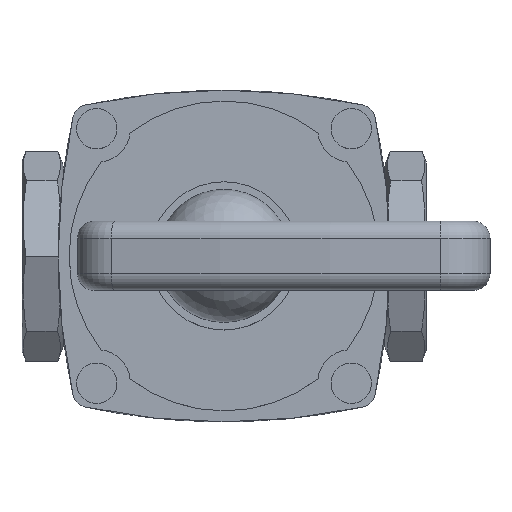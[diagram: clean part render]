
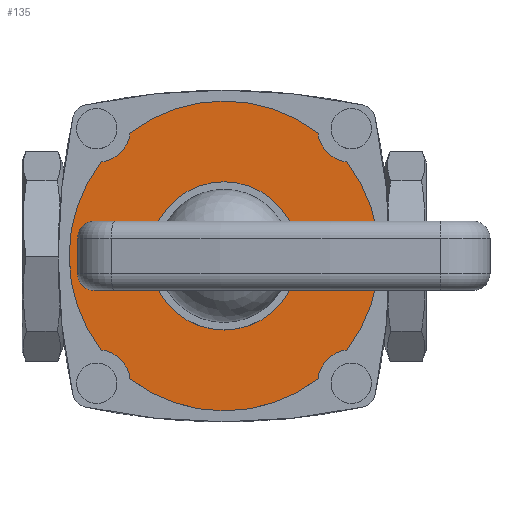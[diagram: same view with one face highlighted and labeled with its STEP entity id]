
A CAD part, top view. The second image highlights one B-rep face of the part: STEP entity #135.
In plain terms, the highlighted planar face has unit normal (0, 0, 1).
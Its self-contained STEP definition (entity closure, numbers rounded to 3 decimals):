
#135 = ADVANCED_FACE( '', ( #332, #333 ), #334, .T. );
#332 = FACE_OUTER_BOUND( '', #602, .T. );
#333 = FACE_BOUND( '', #603, .T. );
#334 = PLANE( '', #604 );
#602 = EDGE_LOOP( '', ( #1240, #1241, #1242, #1243, #1244, #1245, #1246, #1247 ) );
#603 = EDGE_LOOP( '', ( #1248 ) );
#604 = AXIS2_PLACEMENT_3D( '', #1249, #1250, #1251 );
#1240 = ORIENTED_EDGE( '', *, *, #1931, .F. );
#1241 = ORIENTED_EDGE( '', *, *, #1930, .F. );
#1242 = ORIENTED_EDGE( '', *, *, #1928, .F. );
#1243 = ORIENTED_EDGE( '', *, *, #1902, .F. );
#1244 = ORIENTED_EDGE( '', *, *, #1932, .F. );
#1245 = ORIENTED_EDGE( '', *, *, #1933, .F. );
#1246 = ORIENTED_EDGE( '', *, *, #1934, .F. );
#1247 = ORIENTED_EDGE( '', *, *, #1859, .F. );
#1248 = ORIENTED_EDGE( '', *, *, #1862, .T. );
#1249 = CARTESIAN_POINT( '', ( -46., 0., 47. ) );
#1250 = DIRECTION( '', ( 0., 0., 1. ) );
#1251 = DIRECTION( '', ( 1., 0., 0. ) );
#1859 = EDGE_CURVE( '', #2263, #2266, #2267, .T. );
#1862 = EDGE_CURVE( '', #2271, #2271, #2272, .T. );
#1902 = EDGE_CURVE( '', #2346, #2344, #2348, .T. );
#1928 = EDGE_CURVE( '', #2344, #2382, #2384, .T. );
#1930 = EDGE_CURVE( '', #2382, #2385, #2387, .T. );
#1931 = EDGE_CURVE( '', #2385, #2263, #2388, .T. );
#1932 = EDGE_CURVE( '', #2389, #2346, #2390, .T. );
#1933 = EDGE_CURVE( '', #2391, #2389, #2392, .T. );
#1934 = EDGE_CURVE( '', #2266, #2391, #2393, .T. );
#2263 = VERTEX_POINT( '', #3326 );
#2266 = VERTEX_POINT( '', #3330 );
#2267 = CIRCLE( '', #3331, 46. );
#2271 = VERTEX_POINT( '', #3336 );
#2272 = CIRCLE( '', #3337, 22. );
#2344 = VERTEX_POINT( '', #3411 );
#2346 = VERTEX_POINT( '', #3414 );
#2348 = CIRCLE( '', #3417, 46. );
#2382 = VERTEX_POINT( '', #3491 );
#2384 = CIRCLE( '', #3494, 10. );
#2385 = VERTEX_POINT( '', #3495 );
#2387 = CIRCLE( '', #3498, 46. );
#2388 = CIRCLE( '', #3499, 10. );
#2389 = VERTEX_POINT( '', #3500 );
#2390 = CIRCLE( '', #3501, 10. );
#2391 = VERTEX_POINT( '', #3502 );
#2392 = CIRCLE( '', #3503, 46. );
#2393 = CIRCLE( '', #3504, 10. );
#3326 = CARTESIAN_POINT( '', ( -36.594, -27.873, 47. ) );
#3330 = CARTESIAN_POINT( '', ( -36.594, 27.873, 47. ) );
#3331 = AXIS2_PLACEMENT_3D( '', #3825, #3826, #3827 );
#3336 = CARTESIAN_POINT( '', ( -22., 0., 47. ) );
#3337 = AXIS2_PLACEMENT_3D( '', #3832, #3833, #3834 );
#3411 = CARTESIAN_POINT( '', ( 36.594, -27.873, 47. ) );
#3414 = CARTESIAN_POINT( '', ( 36.594, 27.873, 47. ) );
#3417 = AXIS2_PLACEMENT_3D( '', #3944, #3945, #3946 );
#3491 = CARTESIAN_POINT( '', ( 27.873, -36.594, 47. ) );
#3494 = AXIS2_PLACEMENT_3D( '', #3986, #3987, #3988 );
#3495 = CARTESIAN_POINT( '', ( -27.873, -36.594, 47. ) );
#3498 = AXIS2_PLACEMENT_3D( '', #3990, #3991, #3992 );
#3499 = AXIS2_PLACEMENT_3D( '', #3993, #3994, #3995 );
#3500 = CARTESIAN_POINT( '', ( 27.873, 36.594, 47. ) );
#3501 = AXIS2_PLACEMENT_3D( '', #3996, #3997, #3998 );
#3502 = CARTESIAN_POINT( '', ( -27.873, 36.594, 47. ) );
#3503 = AXIS2_PLACEMENT_3D( '', #3999, #4000, #4001 );
#3504 = AXIS2_PLACEMENT_3D( '', #4002, #4003, #4004 );
#3825 = CARTESIAN_POINT( '', ( 0., 0., 47. ) );
#3826 = DIRECTION( '', ( 0., 0., -1. ) );
#3827 = DIRECTION( '', ( -1., 0., 0. ) );
#3832 = CARTESIAN_POINT( '', ( 0., 0., 47. ) );
#3833 = DIRECTION( '', ( 0., 0., -1. ) );
#3834 = DIRECTION( '', ( -1., 0., 0. ) );
#3944 = CARTESIAN_POINT( '', ( 0., 0., 47. ) );
#3945 = DIRECTION( '', ( 0., 0., -1. ) );
#3946 = DIRECTION( '', ( -1., 0., 0. ) );
#3986 = CARTESIAN_POINT( '', ( 37.8, -37.8, 47. ) );
#3987 = DIRECTION( '', ( 0., 0., 1. ) );
#3988 = DIRECTION( '', ( 1., 0., 0. ) );
#3990 = CARTESIAN_POINT( '', ( 0., 0., 47. ) );
#3991 = DIRECTION( '', ( 0., 0., -1. ) );
#3992 = DIRECTION( '', ( -1., 0., 0. ) );
#3993 = CARTESIAN_POINT( '', ( -37.8, -37.8, 47. ) );
#3994 = DIRECTION( '', ( 0., 0., 1. ) );
#3995 = DIRECTION( '', ( 1., 0., 0. ) );
#3996 = CARTESIAN_POINT( '', ( 37.8, 37.8, 47. ) );
#3997 = DIRECTION( '', ( 0., 0., 1. ) );
#3998 = DIRECTION( '', ( 1., 0., 0. ) );
#3999 = CARTESIAN_POINT( '', ( 0., 0., 47. ) );
#4000 = DIRECTION( '', ( 0., 0., -1. ) );
#4001 = DIRECTION( '', ( -1., 0., 0. ) );
#4002 = CARTESIAN_POINT( '', ( -37.8, 37.8, 47. ) );
#4003 = DIRECTION( '', ( 0., 0., 1. ) );
#4004 = DIRECTION( '', ( 1., 0., 0. ) );
